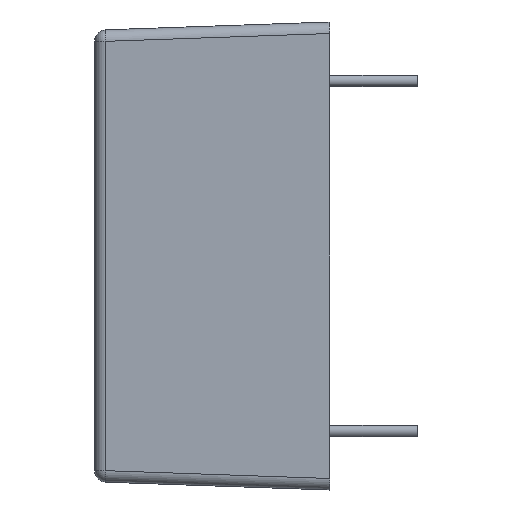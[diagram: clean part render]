
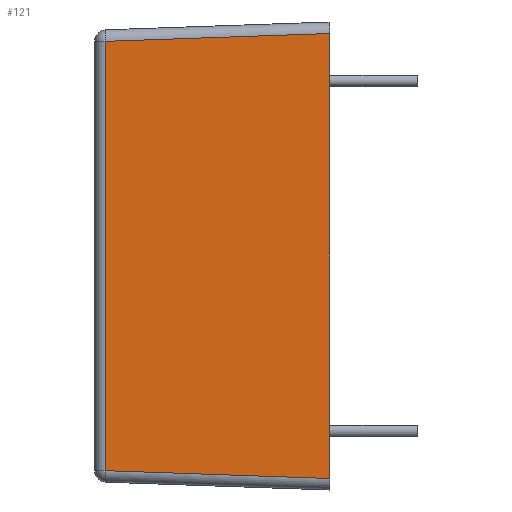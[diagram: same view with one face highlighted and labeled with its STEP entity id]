
A CAD part, left-side view. The second image highlights one B-rep face of the part: STEP entity #121.
In plain terms, the highlighted planar face has unit normal (-0.999, 0.035, 0).
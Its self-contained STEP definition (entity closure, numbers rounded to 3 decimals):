
#121=ADVANCED_FACE('NONE',(#269),#270,.T.);
#269=FACE_OUTER_BOUND('',#431,.T.);
#270=PLANE('',#432);
#431=EDGE_LOOP('',(#706,#707,#708,#709));
#432=AXIS2_PLACEMENT_3D('',#710,#711,#712);
#706=ORIENTED_EDGE('',*,*,#989,.T.);
#707=ORIENTED_EDGE('',*,*,#990,.T.);
#708=ORIENTED_EDGE('',*,*,#924,.T.);
#709=ORIENTED_EDGE('',*,*,#991,.T.);
#710=CARTESIAN_POINT('',(-15.9,0.0,-10.15));
#711=DIRECTION('',(-0.999,0.035,0.0));
#712=DIRECTION('',(0.0,0.0,1.0));
#924=EDGE_CURVE('NONE',#1095,#1093,#1096,.T.);
#989=EDGE_CURVE('NONE',#1055,#1189,#1190,.T.);
#990=EDGE_CURVE('NONE',#1189,#1095,#1191,.T.);
#991=EDGE_CURVE('NONE',#1093,#1055,#1192,.T.);
#1055=VERTEX_POINT('NONE',#1264);
#1093=VERTEX_POINT('NONE',#1329);
#1095=VERTEX_POINT('NONE',#1341);
#1096=LINE('',#1342,#1343);
#1189=VERTEX_POINT('NONE',#1461);
#1190=LINE('',#1462,#1463);
#1191=LINE('',#1464,#1465);
#1192=LINE('',#1466,#1467);
#1264=CARTESIAN_POINT('',(-15.561,9.717,9.311));
#1329=CARTESIAN_POINT('',(-15.9,0.0,9.65));
#1341=CARTESIAN_POINT('',(-15.9,0.0,-9.65));
#1342=CARTESIAN_POINT('',(-15.9,0.0,-10.15));
#1343=VECTOR('',#1574,1000.0);
#1461=CARTESIAN_POINT('',(-15.561,9.717,-9.311));
#1462=CARTESIAN_POINT('',(-15.561,9.717,-9.794));
#1463=VECTOR('',#1683,1000.0);
#1464=CARTESIAN_POINT('',(-15.901,-0.017,-9.651));
#1465=VECTOR('',#1684,1000.0);
#1466=CARTESIAN_POINT('',(-15.876,0.69,9.626));
#1467=VECTOR('',#1685,1000.0);
#1574=DIRECTION('',(0.0,0.0,1.0));
#1683=DIRECTION('',(-0.0,-0.0,-1.0));
#1684=DIRECTION('',(-0.035,-0.999,-0.035));
#1685=DIRECTION('',(0.035,0.999,-0.035));
